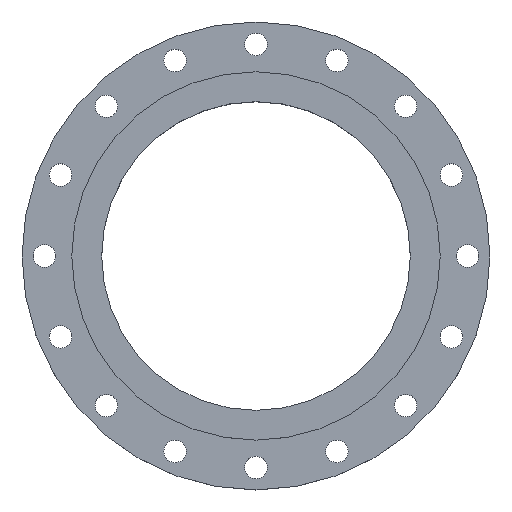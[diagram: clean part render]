
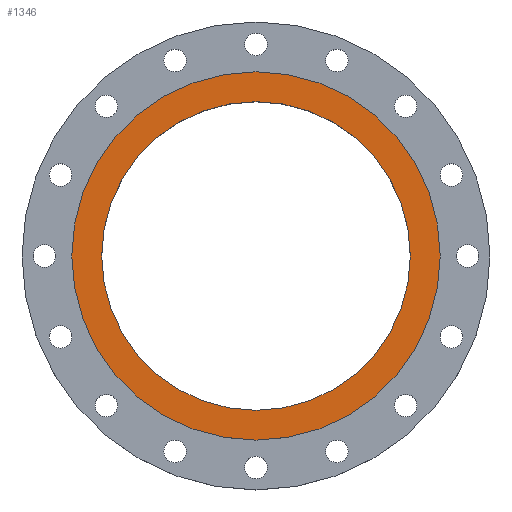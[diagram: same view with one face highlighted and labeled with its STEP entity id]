
A CAD part, top view. The second image highlights one B-rep face of the part: STEP entity #1346.
In plain terms, the highlighted planar face has unit normal (0, 0, 1).
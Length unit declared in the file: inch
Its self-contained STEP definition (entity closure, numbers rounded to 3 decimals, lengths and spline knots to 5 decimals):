
#58 = ORIENTED_EDGE ( 'NONE', *, *, #621, .F. ) ;
#99 = DIRECTION ( 'NONE',  ( -1., 0., 0. ) ) ;
#139 = DIRECTION ( 'NONE',  ( 0., 0., 1. ) ) ;
#197 = EDGE_CURVE ( 'NONE', #567, #226, #688, .T. ) ;
#226 = VERTEX_POINT ( 'NONE', #1527 ) ;
#311 = DIRECTION ( 'NONE',  ( 1., 0., 0. ) ) ;
#332 = AXIS2_PLACEMENT_3D ( 'NONE', #1456, #1323, #402 ) ;
#402 = DIRECTION ( 'NONE',  ( 1., 0., 0. ) ) ;
#443 = AXIS2_PLACEMENT_3D ( 'NONE', #512, #1297, #99 ) ;
#446 = DIRECTION ( 'NONE',  ( 0., 0., 1. ) ) ;
#482 = FACE_OUTER_BOUND ( 'NONE', #614, .T. ) ;
#512 = CARTESIAN_POINT ( 'NONE',  ( 0., 7.75, 0. ) ) ;
#567 = VERTEX_POINT ( 'NONE', #1624 ) ;
#614 = EDGE_LOOP ( 'NONE', ( #1085, #660 ) ) ;
#621 = EDGE_CURVE ( 'NONE', #1739, #675, #1522, .T. ) ;
#639 = AXIS2_PLACEMENT_3D ( 'NONE', #793, #139, #808 ) ;
#660 = ORIENTED_EDGE ( 'NONE', *, *, #197, .T. ) ;
#675 = VERTEX_POINT ( 'NONE', #946 ) ;
#684 = CARTESIAN_POINT ( 'NONE',  ( 7.75, 0., 0. ) ) ;
#688 = CIRCLE ( 'NONE', #815, 9.25 ) ;
#765 = FACE_BOUND ( 'NONE', #1730, .T. ) ;
#793 = CARTESIAN_POINT ( 'NONE',  ( 0., 0., 0. ) ) ;
#808 = DIRECTION ( 'NONE',  ( 1., 0., 0. ) ) ;
#815 = AXIS2_PLACEMENT_3D ( 'NONE', #1499, #1103, #831 ) ;
#831 = DIRECTION ( 'NONE',  ( 1., 0., 0. ) ) ;
#908 = CIRCLE ( 'NONE', #332, 7.75 ) ;
#946 = CARTESIAN_POINT ( 'NONE',  ( -7.75, 0., 0. ) ) ;
#1018 = ORIENTED_EDGE ( 'NONE', *, *, #1639, .F. ) ;
#1085 = ORIENTED_EDGE ( 'NONE', *, *, #1452, .T. ) ;
#1087 = CIRCLE ( 'NONE', #1226, 9.25 ) ;
#1103 = DIRECTION ( 'NONE',  ( 0., 0., 1. ) ) ;
#1112 = CARTESIAN_POINT ( 'NONE',  ( 0., 0., 0. ) ) ;
#1226 = AXIS2_PLACEMENT_3D ( 'NONE', #1112, #446, #311 ) ;
#1297 = DIRECTION ( 'NONE',  ( 0., 0., -1. ) ) ;
#1313 = PLANE ( 'NONE',  #443 ) ;
#1323 = DIRECTION ( 'NONE',  ( 0., 0., 1. ) ) ;
#1346 = ADVANCED_FACE ( 'NONE', ( #765, #482 ), #1313, .F. ) ;
#1452 = EDGE_CURVE ( 'NONE', #226, #567, #1087, .T. ) ;
#1456 = CARTESIAN_POINT ( 'NONE',  ( 0., 0., 0. ) ) ;
#1499 = CARTESIAN_POINT ( 'NONE',  ( 0., 0., 0. ) ) ;
#1522 = CIRCLE ( 'NONE', #639, 7.75 ) ;
#1527 = CARTESIAN_POINT ( 'NONE',  ( 9.25, 0., 0. ) ) ;
#1624 = CARTESIAN_POINT ( 'NONE',  ( -9.25, 0., 0. ) ) ;
#1639 = EDGE_CURVE ( 'NONE', #675, #1739, #908, .T. ) ;
#1730 = EDGE_LOOP ( 'NONE', ( #58, #1018 ) ) ;
#1739 = VERTEX_POINT ( 'NONE', #684 ) ;
